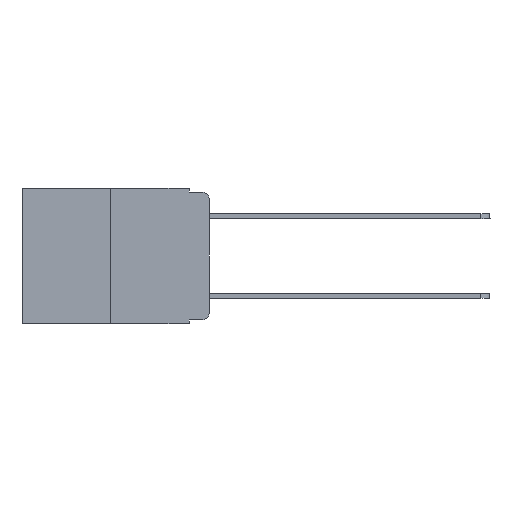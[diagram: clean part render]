
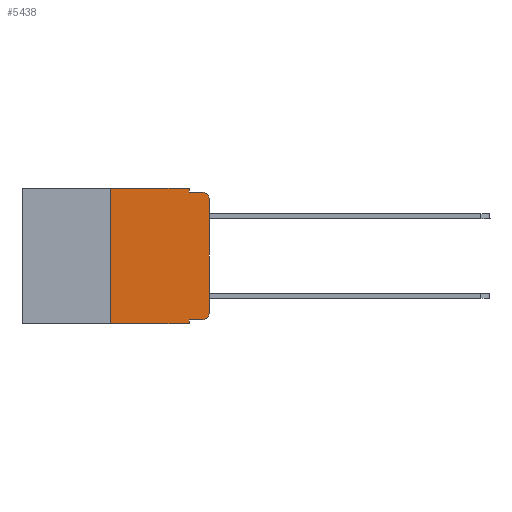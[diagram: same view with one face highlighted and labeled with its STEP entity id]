
A CAD part, left-side view. The second image highlights one B-rep face of the part: STEP entity #5438.
In plain terms, the highlighted planar face has unit normal (-1, 0, 0).
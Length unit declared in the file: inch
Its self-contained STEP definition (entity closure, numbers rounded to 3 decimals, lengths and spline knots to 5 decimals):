
#18 = LINE ( 'NONE', #3466, #629 ) ;
#19 = CARTESIAN_POINT ( 'NONE',  ( 0., 0.051, -0.333 ) ) ;
#40 = EDGE_CURVE ( 'NONE', #4052, #1534, #2220, .T. ) ;
#77 = LINE ( 'NONE', #19, #6463 ) ;
#295 = VERTEX_POINT ( 'NONE', #1683 ) ;
#322 = VECTOR ( 'NONE', #788, 39.37008 ) ;
#475 = LINE ( 'NONE', #8363, #8784 ) ;
#629 = VECTOR ( 'NONE', #10474, 39.37008 ) ;
#788 = DIRECTION ( 'NONE',  ( 0., 0., 1. ) ) ;
#943 = EDGE_CURVE ( 'NONE', #4052, #295, #77, .T. ) ;
#1100 = CARTESIAN_POINT ( 'NONE',  ( 0., 0.051, 0. ) ) ;
#1192 = EDGE_CURVE ( 'NONE', #2495, #3894, #4231, .T. ) ;
#1204 = AXIS2_PLACEMENT_3D ( 'NONE', #5245, #2041, #8144 ) ;
#1334 = DIRECTION ( 'NONE',  ( -1., 0., 0. ) ) ;
#1534 = VERTEX_POINT ( 'NONE', #5188 ) ;
#1586 = CIRCLE ( 'NONE', #6535, 0.02 ) ;
#1683 = CARTESIAN_POINT ( 'NONE',  ( 0., 0.02, -0.333 ) ) ;
#1827 = PLANE ( 'NONE',  #2048 ) ;
#2041 = DIRECTION ( 'NONE',  ( -1., 0., 0. ) ) ;
#2048 = AXIS2_PLACEMENT_3D ( 'NONE', #7307, #2765, #10787 ) ;
#2092 = CARTESIAN_POINT ( 'NONE',  ( 0., 0.25, 0. ) ) ;
#2113 = VERTEX_POINT ( 'NONE', #1100 ) ;
#2167 = FACE_OUTER_BOUND ( 'NONE', #8264, .T. ) ;
#2220 = LINE ( 'NONE', #10032, #10330 ) ;
#2495 = VERTEX_POINT ( 'NONE', #2591 ) ;
#2576 = DIRECTION ( 'NONE',  ( 0., -1., 0. ) ) ;
#2591 = CARTESIAN_POINT ( 'NONE',  ( 0., 0., -0.313 ) ) ;
#2765 = DIRECTION ( 'NONE',  ( 1., 0., 0. ) ) ;
#3068 = VECTOR ( 'NONE', #2576, 39.37008 ) ;
#3466 = CARTESIAN_POINT ( 'NONE',  ( 0., 0.051, 0. ) ) ;
#3475 = ORIENTED_EDGE ( 'NONE', *, *, #1192, .T. ) ;
#3493 = EDGE_CURVE ( 'NONE', #4479, #2113, #475, .T. ) ;
#3554 = DIRECTION ( 'NONE',  ( 0., 0., 1. ) ) ;
#3894 = VERTEX_POINT ( 'NONE', #9878 ) ;
#4052 = VERTEX_POINT ( 'NONE', #6507 ) ;
#4231 = LINE ( 'NONE', #5256, #4830 ) ;
#4479 = VERTEX_POINT ( 'NONE', #2092 ) ;
#4499 = DIRECTION ( 'NONE',  ( 0., -1., 0. ) ) ;
#4612 = EDGE_CURVE ( 'NONE', #4979, #11029, #7230, .T. ) ;
#4616 = VECTOR ( 'NONE', #4499, 39.37008 ) ;
#4688 = DIRECTION ( 'NONE',  ( 0., 0., -1. ) ) ;
#4818 = EDGE_CURVE ( 'NONE', #2113, #4979, #18, .T. ) ;
#4830 = VECTOR ( 'NONE', #3554, 39.37008 ) ;
#4979 = VERTEX_POINT ( 'NONE', #8818 ) ;
#5188 = CARTESIAN_POINT ( 'NONE',  ( 0., 0.051, -0.343 ) ) ;
#5245 = CARTESIAN_POINT ( 'NONE',  ( 0., 0.02, -0.03 ) ) ;
#5256 = CARTESIAN_POINT ( 'NONE',  ( 0., 0., 0. ) ) ;
#5438 = ADVANCED_FACE ( 'NONE', ( #2167 ), #1827, .F. ) ;
#6235 = ORIENTED_EDGE ( 'NONE', *, *, #4612, .F. ) ;
#6275 = CARTESIAN_POINT ( 'NONE',  ( 0., 0.051, -0.01 ) ) ;
#6431 = DIRECTION ( 'NONE',  ( 0., -1., 0. ) ) ;
#6463 = VECTOR ( 'NONE', #8009, 39.37008 ) ;
#6507 = CARTESIAN_POINT ( 'NONE',  ( 0., 0.051, -0.333 ) ) ;
#6535 = AXIS2_PLACEMENT_3D ( 'NONE', #10942, #1334, #10771 ) ;
#6909 = CARTESIAN_POINT ( 'NONE',  ( 0., 0.02, -0.01 ) ) ;
#7198 = LINE ( 'NONE', #9639, #3068 ) ;
#7230 = LINE ( 'NONE', #6275, #4616 ) ;
#7307 = CARTESIAN_POINT ( 'NONE',  ( 0., 0.473, 0. ) ) ;
#7366 = ORIENTED_EDGE ( 'NONE', *, *, #943, .T. ) ;
#7488 = VERTEX_POINT ( 'NONE', #8161 ) ;
#7778 = CIRCLE ( 'NONE', #1204, 0.02 ) ;
#7911 = LINE ( 'NONE', #8618, #322 ) ;
#7982 = ORIENTED_EDGE ( 'NONE', *, *, #40, .F. ) ;
#8009 = DIRECTION ( 'NONE',  ( 0., -1., 0. ) ) ;
#8112 = ORIENTED_EDGE ( 'NONE', *, *, #3493, .F. ) ;
#8144 = DIRECTION ( 'NONE',  ( 0., 0., -1. ) ) ;
#8161 = CARTESIAN_POINT ( 'NONE',  ( 0., 0.25, -0.343 ) ) ;
#8264 = EDGE_LOOP ( 'NONE', ( #3475, #11136, #6235, #9475, #8112, #10810, #9769, #7982, #7366, #9461 ) ) ;
#8363 = CARTESIAN_POINT ( 'NONE',  ( 0., 0.473, 0. ) ) ;
#8571 = EDGE_CURVE ( 'NONE', #7488, #4479, #7911, .T. ) ;
#8618 = CARTESIAN_POINT ( 'NONE',  ( 0., 0.25, 0. ) ) ;
#8724 = EDGE_CURVE ( 'NONE', #295, #2495, #1586, .T. ) ;
#8784 = VECTOR ( 'NONE', #6431, 39.37008 ) ;
#8818 = CARTESIAN_POINT ( 'NONE',  ( 0., 0.051, -0.01 ) ) ;
#9461 = ORIENTED_EDGE ( 'NONE', *, *, #8724, .T. ) ;
#9475 = ORIENTED_EDGE ( 'NONE', *, *, #4818, .F. ) ;
#9639 = CARTESIAN_POINT ( 'NONE',  ( 0., 0.473, -0.343 ) ) ;
#9769 = ORIENTED_EDGE ( 'NONE', *, *, #11139, .T. ) ;
#9878 = CARTESIAN_POINT ( 'NONE',  ( 0., 0., -0.03 ) ) ;
#10032 = CARTESIAN_POINT ( 'NONE',  ( 0., 0.051, 0. ) ) ;
#10330 = VECTOR ( 'NONE', #4688, 39.37008 ) ;
#10393 = EDGE_CURVE ( 'NONE', #3894, #11029, #7778, .T. ) ;
#10474 = DIRECTION ( 'NONE',  ( 0., 0., -1. ) ) ;
#10771 = DIRECTION ( 'NONE',  ( 0., 0., -1. ) ) ;
#10787 = DIRECTION ( 'NONE',  ( 0., 0., -1. ) ) ;
#10810 = ORIENTED_EDGE ( 'NONE', *, *, #8571, .F. ) ;
#10942 = CARTESIAN_POINT ( 'NONE',  ( 0., 0.02, -0.313 ) ) ;
#11029 = VERTEX_POINT ( 'NONE', #6909 ) ;
#11136 = ORIENTED_EDGE ( 'NONE', *, *, #10393, .T. ) ;
#11139 = EDGE_CURVE ( 'NONE', #7488, #1534, #7198, .T. ) ;
